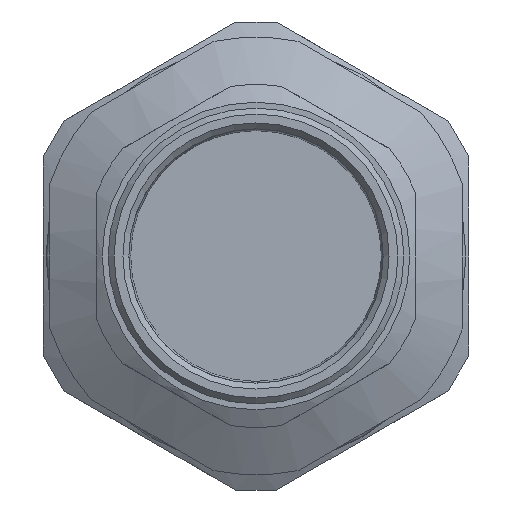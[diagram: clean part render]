
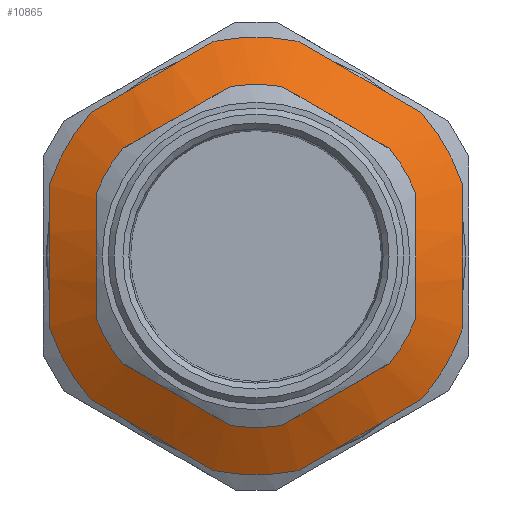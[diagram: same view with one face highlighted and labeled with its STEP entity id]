
A CAD part, left-side view. The second image highlights one B-rep face of the part: STEP entity #10865.
In plain terms, the highlighted conical face has half-angle 60 degrees and reference radius 15.9 mm.
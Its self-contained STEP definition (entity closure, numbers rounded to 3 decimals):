
#909=(
BOUNDED_CURVE()
B_SPLINE_CURVE(2,(#24405,#24406,#24407),.UNSPECIFIED.,.F.,.F.)
B_SPLINE_CURVE_WITH_KNOTS((3,3),(0.,1.206),.UNSPECIFIED.)
CURVE()
GEOMETRIC_REPRESENTATION_ITEM()
RATIONAL_B_SPLINE_CURVE((1.,1.057,1.))
REPRESENTATION_ITEM('')
);
#911=(
BOUNDED_CURVE()
B_SPLINE_CURVE(2,(#24418,#24419,#24420),.UNSPECIFIED.,.F.,.F.)
B_SPLINE_CURVE_WITH_KNOTS((3,3),(0.,1.206),.UNSPECIFIED.)
CURVE()
GEOMETRIC_REPRESENTATION_ITEM()
RATIONAL_B_SPLINE_CURVE((1.,1.057,1.))
REPRESENTATION_ITEM('')
);
#913=(
BOUNDED_CURVE()
B_SPLINE_CURVE(2,(#24431,#24432,#24433),.UNSPECIFIED.,.F.,.F.)
B_SPLINE_CURVE_WITH_KNOTS((3,3),(0.,1.206),.UNSPECIFIED.)
CURVE()
GEOMETRIC_REPRESENTATION_ITEM()
RATIONAL_B_SPLINE_CURVE((1.,1.057,1.))
REPRESENTATION_ITEM('')
);
#915=(
BOUNDED_CURVE()
B_SPLINE_CURVE(2,(#24444,#24445,#24446),.UNSPECIFIED.,.F.,.F.)
B_SPLINE_CURVE_WITH_KNOTS((3,3),(0.,1.206),.UNSPECIFIED.)
CURVE()
GEOMETRIC_REPRESENTATION_ITEM()
RATIONAL_B_SPLINE_CURVE((1.,1.057,1.))
REPRESENTATION_ITEM('')
);
#917=(
BOUNDED_CURVE()
B_SPLINE_CURVE(2,(#24457,#24458,#24459),.UNSPECIFIED.,.F.,.F.)
B_SPLINE_CURVE_WITH_KNOTS((3,3),(0.,1.206),.UNSPECIFIED.)
CURVE()
GEOMETRIC_REPRESENTATION_ITEM()
RATIONAL_B_SPLINE_CURVE((1.,1.057,1.))
REPRESENTATION_ITEM('')
);
#919=(
BOUNDED_CURVE()
B_SPLINE_CURVE(2,(#24470,#24471,#24472),.UNSPECIFIED.,.F.,.F.)
B_SPLINE_CURVE_WITH_KNOTS((3,3),(0.,1.206),.UNSPECIFIED.)
CURVE()
GEOMETRIC_REPRESENTATION_ITEM()
RATIONAL_B_SPLINE_CURVE((1.,1.057,1.))
REPRESENTATION_ITEM('')
);
#1608=LINE('',#24508,#2229);
#2229=VECTOR('',#13020,15.9);
#2282=CONICAL_SURFACE('',#11404,15.9,1.047);
#3457=FACE_OUTER_BOUND('',#4098,.T.);
#4098=EDGE_LOOP('',(#9798,#9799,#9800,#9801,#9802,#9803,#9804,#9805,#9806,
#9807,#9808,#9809,#9810,#9811,#9812,#9813,#9814));
#4367=CIRCLE('',#11359,13.3);
#4368=CIRCLE('',#11360,13.3);
#4380=CIRCLE('',#11394,18.5);
#4381=CIRCLE('',#11395,18.5);
#4382=CIRCLE('',#11397,18.5);
#4383=CIRCLE('',#11399,18.5);
#4384=CIRCLE('',#11401,18.5);
#4385=CIRCLE('',#11403,18.5);
#4386=CIRCLE('',#11405,18.5);
#5359=VERTEX_POINT('',#24379);
#5360=VERTEX_POINT('',#24380);
#5363=VERTEX_POINT('',#24403);
#5364=VERTEX_POINT('',#24404);
#5367=VERTEX_POINT('',#24416);
#5368=VERTEX_POINT('',#24417);
#5371=VERTEX_POINT('',#24429);
#5372=VERTEX_POINT('',#24430);
#5375=VERTEX_POINT('',#24442);
#5376=VERTEX_POINT('',#24443);
#5379=VERTEX_POINT('',#24455);
#5380=VERTEX_POINT('',#24456);
#5383=VERTEX_POINT('',#24468);
#5384=VERTEX_POINT('',#24469);
#5390=VERTEX_POINT('',#24495);
#6843=EDGE_CURVE('',#5359,#5360,#4367,.T.);
#6844=EDGE_CURVE('',#5360,#5359,#4368,.T.);
#6848=EDGE_CURVE('',#5363,#5364,#909,.T.);
#6852=EDGE_CURVE('',#5367,#5368,#911,.T.);
#6856=EDGE_CURVE('',#5371,#5372,#913,.T.);
#6860=EDGE_CURVE('',#5375,#5376,#915,.T.);
#6864=EDGE_CURVE('',#5379,#5380,#917,.T.);
#6868=EDGE_CURVE('',#5383,#5384,#919,.T.);
#6882=EDGE_CURVE('',#5363,#5390,#4380,.T.);
#6883=EDGE_CURVE('',#5390,#5384,#4381,.T.);
#6884=EDGE_CURVE('',#5383,#5380,#4382,.T.);
#6885=EDGE_CURVE('',#5379,#5376,#4383,.T.);
#6886=EDGE_CURVE('',#5375,#5372,#4384,.T.);
#6887=EDGE_CURVE('',#5371,#5368,#4385,.T.);
#6888=EDGE_CURVE('',#5367,#5364,#4386,.T.);
#6889=EDGE_CURVE('',#5390,#5360,#1608,.T.);
#9798=ORIENTED_EDGE('',*,*,#6848,.T.);
#9799=ORIENTED_EDGE('',*,*,#6888,.F.);
#9800=ORIENTED_EDGE('',*,*,#6852,.T.);
#9801=ORIENTED_EDGE('',*,*,#6887,.F.);
#9802=ORIENTED_EDGE('',*,*,#6856,.T.);
#9803=ORIENTED_EDGE('',*,*,#6886,.F.);
#9804=ORIENTED_EDGE('',*,*,#6860,.T.);
#9805=ORIENTED_EDGE('',*,*,#6885,.F.);
#9806=ORIENTED_EDGE('',*,*,#6864,.T.);
#9807=ORIENTED_EDGE('',*,*,#6884,.F.);
#9808=ORIENTED_EDGE('',*,*,#6868,.T.);
#9809=ORIENTED_EDGE('',*,*,#6883,.F.);
#9810=ORIENTED_EDGE('',*,*,#6889,.T.);
#9811=ORIENTED_EDGE('',*,*,#6844,.T.);
#9812=ORIENTED_EDGE('',*,*,#6843,.T.);
#9813=ORIENTED_EDGE('',*,*,#6889,.F.);
#9814=ORIENTED_EDGE('',*,*,#6882,.F.);
#10865=ADVANCED_FACE('',(#3457),#2282,.T.);
#11359=AXIS2_PLACEMENT_3D('',#24381,#12912,#12913);
#11360=AXIS2_PLACEMENT_3D('',#24382,#12914,#12915);
#11394=AXIS2_PLACEMENT_3D('',#24496,#12996,#12997);
#11395=AXIS2_PLACEMENT_3D('',#24497,#12998,#12999);
#11397=AXIS2_PLACEMENT_3D('',#24499,#13002,#13003);
#11399=AXIS2_PLACEMENT_3D('',#24501,#13006,#13007);
#11401=AXIS2_PLACEMENT_3D('',#24503,#13010,#13011);
#11403=AXIS2_PLACEMENT_3D('',#24505,#13014,#13015);
#11404=AXIS2_PLACEMENT_3D('',#24506,#13016,#13017);
#11405=AXIS2_PLACEMENT_3D('',#24507,#13018,#13019);
#12912=DIRECTION('center_axis',(1.,0.,0.));
#12913=DIRECTION('ref_axis',(0.,0.5,-0.866));
#12914=DIRECTION('center_axis',(1.,0.,0.));
#12915=DIRECTION('ref_axis',(0.,0.5,-0.866));
#12996=DIRECTION('center_axis',(1.,0.,0.));
#12997=DIRECTION('ref_axis',(0.,0.5,-0.866));
#12998=DIRECTION('center_axis',(1.,0.,0.));
#12999=DIRECTION('ref_axis',(0.,0.5,-0.866));
#13002=DIRECTION('center_axis',(1.,0.,0.));
#13003=DIRECTION('ref_axis',(0.,0.5,-0.866));
#13006=DIRECTION('center_axis',(1.,0.,0.));
#13007=DIRECTION('ref_axis',(0.,0.5,-0.866));
#13010=DIRECTION('center_axis',(1.,0.,0.));
#13011=DIRECTION('ref_axis',(0.,0.5,-0.866));
#13014=DIRECTION('center_axis',(1.,0.,0.));
#13015=DIRECTION('ref_axis',(0.,0.5,-0.866));
#13016=DIRECTION('center_axis',(1.,0.,0.));
#13017=DIRECTION('ref_axis',(0.,0.866,0.5));
#13018=DIRECTION('center_axis',(1.,0.,0.));
#13019=DIRECTION('ref_axis',(0.,0.5,-0.866));
#13020=DIRECTION('',(-0.5,0.75,0.433));
#24379=CARTESIAN_POINT('',(21.53,13.017,6.65));
#24380=CARTESIAN_POINT('',(21.53,-10.019,-6.65));
#24381=CARTESIAN_POINT('Origin',(21.53,1.499,0.));
#24382=CARTESIAN_POINT('Origin',(21.53,1.499,0.));
#24403=CARTESIAN_POINT('',(24.532,-16.001,-6.));
#24404=CARTESIAN_POINT('',(24.532,-16.001,6.));
#24405=CARTESIAN_POINT('Ctrl Pts',(24.532,-16.001,-6.));
#24406=CARTESIAN_POINT('Ctrl Pts',(23.408,-16.001,0.));
#24407=CARTESIAN_POINT('Ctrl Pts',(24.532,-16.001,6.));
#24416=CARTESIAN_POINT('',(24.532,-12.447,12.155));
#24417=CARTESIAN_POINT('',(24.532,-2.055,18.155));
#24418=CARTESIAN_POINT('Ctrl Pts',(24.532,-12.447,12.155));
#24419=CARTESIAN_POINT('Ctrl Pts',(23.408,-7.251,15.155));
#24420=CARTESIAN_POINT('Ctrl Pts',(24.532,-2.055,18.155));
#24429=CARTESIAN_POINT('',(24.532,5.053,18.155));
#24430=CARTESIAN_POINT('',(24.532,15.445,12.155));
#24431=CARTESIAN_POINT('Ctrl Pts',(24.532,5.053,18.155));
#24432=CARTESIAN_POINT('Ctrl Pts',(23.408,10.249,15.155));
#24433=CARTESIAN_POINT('Ctrl Pts',(24.532,15.445,12.155));
#24442=CARTESIAN_POINT('',(24.532,18.999,6.));
#24443=CARTESIAN_POINT('',(24.532,18.999,-6.));
#24444=CARTESIAN_POINT('Ctrl Pts',(24.532,18.999,6.));
#24445=CARTESIAN_POINT('Ctrl Pts',(23.408,18.999,0.));
#24446=CARTESIAN_POINT('Ctrl Pts',(24.532,18.999,-6.));
#24455=CARTESIAN_POINT('',(24.532,15.445,-12.155));
#24456=CARTESIAN_POINT('',(24.532,5.053,-18.155));
#24457=CARTESIAN_POINT('Ctrl Pts',(24.532,15.445,-12.155));
#24458=CARTESIAN_POINT('Ctrl Pts',(23.408,10.249,-15.155));
#24459=CARTESIAN_POINT('Ctrl Pts',(24.532,5.053,-18.155));
#24468=CARTESIAN_POINT('',(24.532,-2.055,-18.155));
#24469=CARTESIAN_POINT('',(24.532,-12.447,-12.155));
#24470=CARTESIAN_POINT('Ctrl Pts',(24.532,-2.055,-18.155));
#24471=CARTESIAN_POINT('Ctrl Pts',(23.408,-7.251,-15.155));
#24472=CARTESIAN_POINT('Ctrl Pts',(24.532,-12.447,-12.155));
#24495=CARTESIAN_POINT('',(24.532,-14.523,-9.25));
#24496=CARTESIAN_POINT('Origin',(24.532,1.499,0.));
#24497=CARTESIAN_POINT('Origin',(24.532,1.499,0.));
#24499=CARTESIAN_POINT('Origin',(24.532,1.499,0.));
#24501=CARTESIAN_POINT('Origin',(24.532,1.499,0.));
#24503=CARTESIAN_POINT('Origin',(24.532,1.499,0.));
#24505=CARTESIAN_POINT('Origin',(24.532,1.499,0.));
#24506=CARTESIAN_POINT('Origin',(23.031,1.499,0.));
#24507=CARTESIAN_POINT('Origin',(24.532,1.499,0.));
#24508=CARTESIAN_POINT('',(23.031,-12.271,-7.95));
